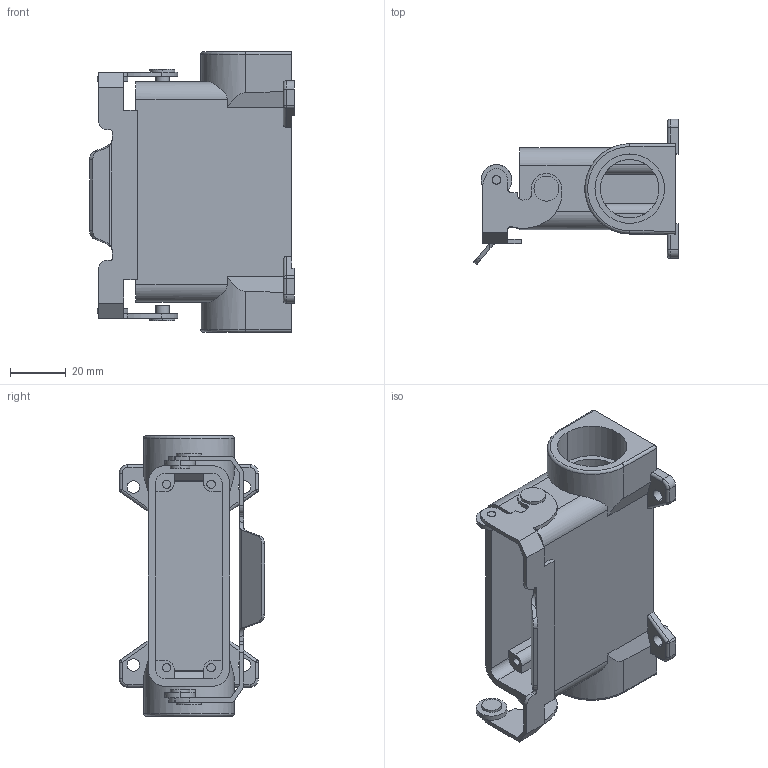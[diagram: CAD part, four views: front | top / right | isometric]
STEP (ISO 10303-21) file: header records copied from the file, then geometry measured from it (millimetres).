
FILE_DESCRIPTION(('Creo Elements/Direct Modeling STEP Export'),'2;1');
FILE_NAME('0ln7uvk4a6k8sm42588','2017-04-13T 8:35:38',(''),(''),'PTC Creo Elements/Direct Modeling STEP processor for AP214 (Solid Model)','PTC Creo Elements/Direct Modeling 19.0E 27-Jun-2016 (C) Parametric Technology GmbH','');
FILE_SCHEMA(('AUTOMOTIVE_DESIGN { 1 0 10303 214 1 1 1 1 }'));
Length unit declared in the file: millimetre
Products named in the file (2): MZ7P_25_L25
Assembly tree (1 placements, depth 2):
  MZ7P_25_L25
    MZ7P_25_L25
Bounding box: 73.67 x 52.25 x 101 mm (x, y, z)
Volume: 58087.1 mm3; surface area: 37740.6 mm2
Topology: 1 solids, 7 shells, 285 faces, 766 edges, 516 vertices
Faces by surface type: plane 139, cylinder 136, torus 6, sphere 4
Entity records: 12537 total; most frequent: CARTESIAN_POINT 3180, ORIENTED_EDGE 1524, DIRECTION 1429, EDGE_CURVE 762, VERTEX_POINT 516, AXIS2_PLACEMENT_3D 492, VECTOR 445, LINE 445
